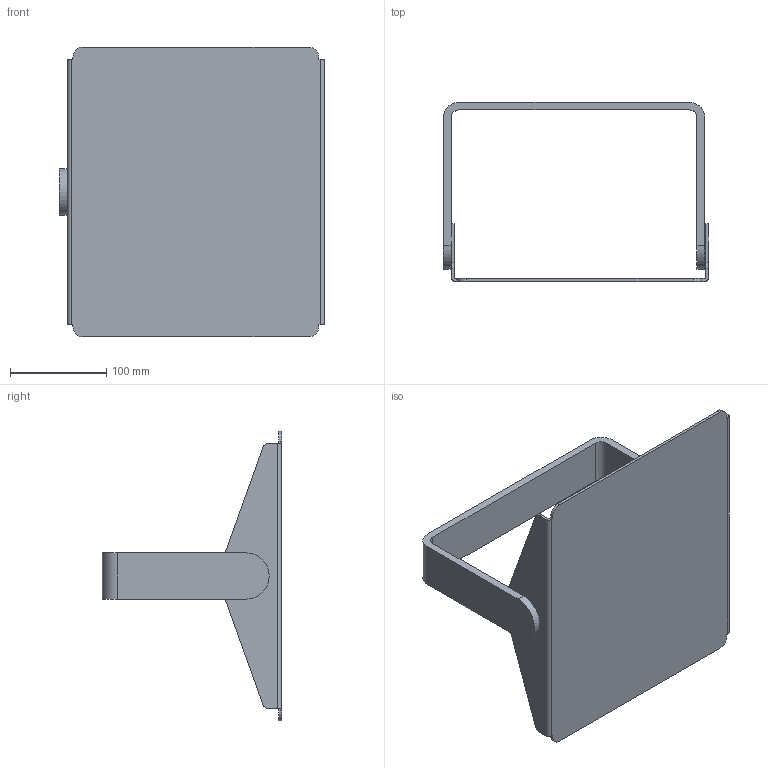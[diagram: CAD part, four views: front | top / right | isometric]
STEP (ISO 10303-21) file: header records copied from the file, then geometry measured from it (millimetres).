
FILE_DESCRIPTION(/* description */ ('Unknown'),/* implementation_level */ '2;1');
FILE_NAME(/* name */ 'M000031_M000032 OSM 610',/* time_stamp */ '2019-03-07T09:20:33+01:00',/* author */ ('Unknown'),/* organization */ ('Unknown'),/* preprocessor_version */ 'ST-DEVELOPER v16.7',/* originating_system */ 'DEX',/* authorisation */ $);
FILE_SCHEMA (('AUTOMOTIVE_DESIGN {1 0 10303 214 3 1 1}'));
Length unit declared in the file: millimetre
Products named in the file (3): M000031_M000032 OSM 610; MT000031_Vereinfachung; MT000032_Vereinfachung
Assembly tree (2 placements, depth 2):
  M000031_M000032 OSM 610
    MT000031_Vereinfachung
    MT000032_Vereinfachung
Bounding box: 275 x 186 x 300 mm (x, y, z)
Volume: 524645.7 mm3; surface area: 270381.6 mm2
Topology: 2 solids, 2 shells, 48 faces, 132 edges, 88 vertices
Faces by surface type: plane 30, cylinder 18
Entity records: 1607 total; most frequent: CARTESIAN_POINT 271, DIRECTION 270, ORIENTED_EDGE 264, EDGE_CURVE 132, LINE 96, VECTOR 96, VERTEX_POINT 88, AXIS2_PLACEMENT_3D 87
